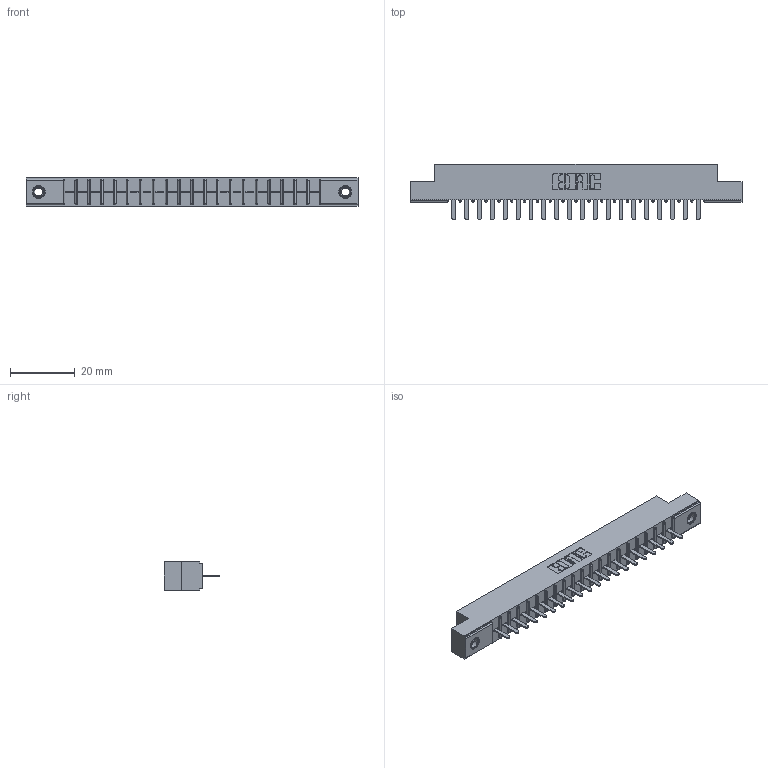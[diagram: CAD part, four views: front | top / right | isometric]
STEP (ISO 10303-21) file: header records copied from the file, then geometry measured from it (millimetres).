
FILE_DESCRIPTION (( 'STEP AP203' ), '1' );
FILE_NAME ('316-020-520-107.STEP', '2018-07-31T01:35:22', ( '' ), ( '' ), 'SwSTEP 2.0', 'SolidWorks 2016', '' );
FILE_SCHEMA (( 'CONFIG_CONTROL_DESIGN' ));
Length unit declared in the file: inch
Products named in the file (4): 345-250-001_345-250-005-103; 316-020-520-107; 306 Part_.156 Dia; 306-290-001_120
Assembly tree (23 placements, depth 2):
  316-020-520-107
    306 Part_.156 Dia
    306-290-001_120  x20
    345-250-001_345-250-005-103  x2
Bounding box: 102.26 x 17.12 x 8.71 mm (x, y, z)
Volume: 6978.3 mm3; surface area: 10286.7 mm2
Topology: 23 solids, 23 shells, 1576 faces, 4392 edges, 2812 vertices
Faces by surface type: plane 1040, cylinder 440, sphere 80, cone 12, torus 4
Entity records: 22642 total; most frequent: CARTESIAN_POINT 3778, DIRECTION 3736, ORIENTED_EDGE 3736, EDGE_CURVE 1868, VECTOR 1448, LINE 1448, VERTEX_POINT 1186, AXIS2_PLACEMENT_3D 1144
